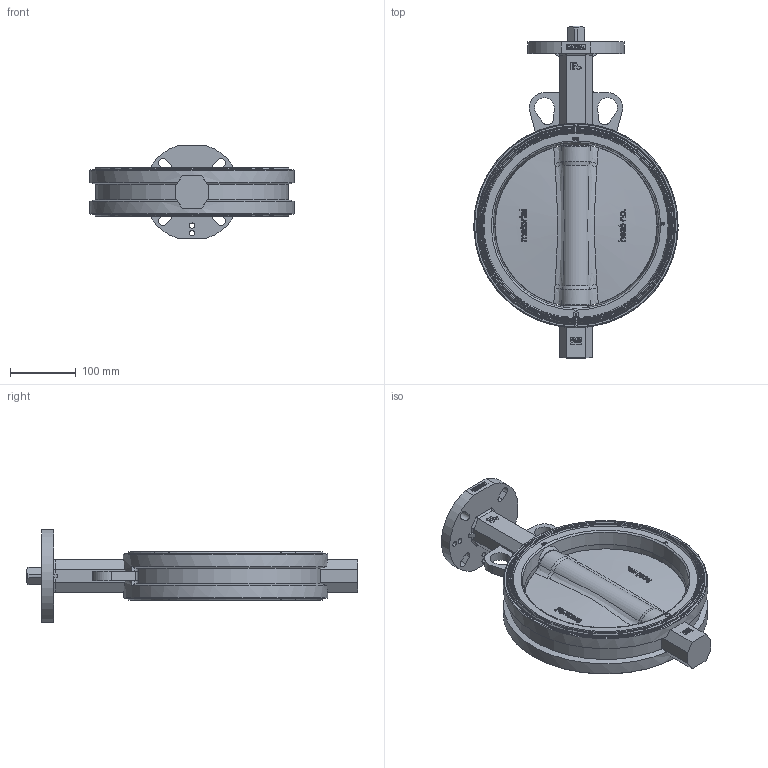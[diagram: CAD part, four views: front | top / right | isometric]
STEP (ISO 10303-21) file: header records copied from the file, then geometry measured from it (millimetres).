
FILE_DESCRIPTION (( 'STEP AP214' ), '1' );
FILE_NAME ('D1K0250.STEP', '2016-04-29T11:55:04', ( '' ), ( '' ), 'SwSTEP 2.0', 'SolidWorks 2014', '' );
FILE_SCHEMA (( 'AUTOMOTIVE_DESIGN' ));
Length unit declared in the file: millimetre
Products named in the file (1): D1K0250
Bounding box: 310 x 503.75 x 140 mm (x, y, z)
Surface area: 435369.1 mm2 (no closed solid volume)
Topology: 0 solids, 10 shells, 534 faces, 2011 edges, 1437 vertices
Faces by surface type: plane 288, bspline 128, cylinder 60, cone 50, torus 6, sphere 2
Full cylindrical faces by diameter (mm): 8 x5, 11.3 x2, 25.9 x1, 26.2 x1, 85 x1, 86.4 x1, 299 x2, 300.5 x2, 310 x2
Entity records: 35825 total; most frequent: CARTESIAN_POINT 15105, ORIENTED_EDGE 3041, DIRECTION 2325, EDGE_CURVE 1958, VERTEX_POINT 1427, LINE 1105, VECTOR 1105, EDGE_LOOP 683
